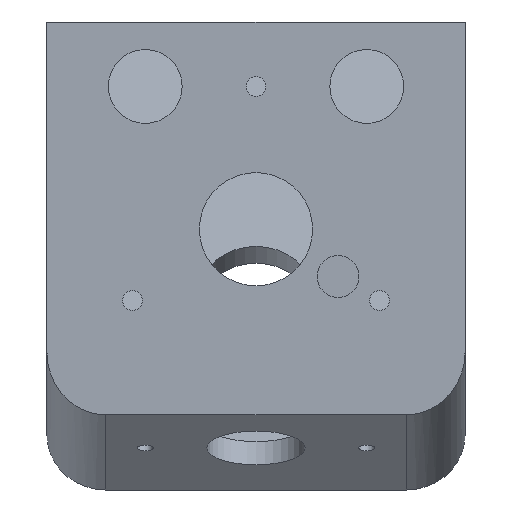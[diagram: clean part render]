
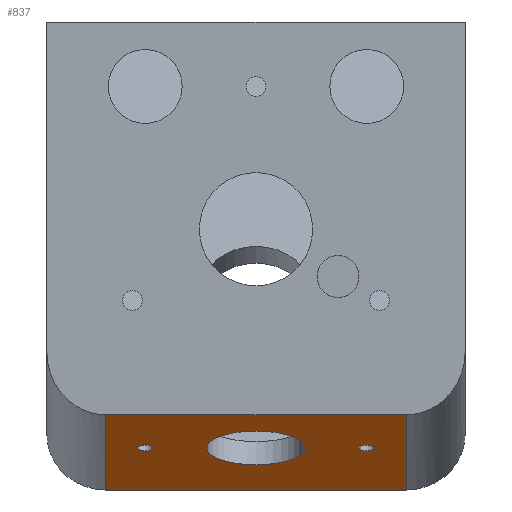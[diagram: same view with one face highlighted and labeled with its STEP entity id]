
A CAD part, front view. The second image highlights one B-rep face of the part: STEP entity #837.
In plain terms, the highlighted planar face has unit normal (0, -0.342, -0.94).
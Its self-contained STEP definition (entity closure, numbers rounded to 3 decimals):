
#32 = PLANE('',#33);
#33 = AXIS2_PLACEMENT_3D('',#34,#35,#36);
#34 = CARTESIAN_POINT('',(-42.353,198.213,
    49.996));
#35 = DIRECTION('',(0.,0.94,-0.342)
  );
#36 = DIRECTION('',(0.,-0.342,-0.94)
  );
#113 = VERTEX_POINT('',#114);
#114 = CARTESIAN_POINT('',(30.647,172.562,
    -20.481));
#129 = CYLINDRICAL_SURFACE('',#130,12.);
#130 = AXIS2_PLACEMENT_3D('',#131,#132,#133);
#131 = CARTESIAN_POINT('',(30.647,176.666,
    -9.204));
#132 = DIRECTION('',(0.,-0.94,0.342)
  );
#133 = DIRECTION('',(1.,0.,0.));
#141 = EDGE_CURVE('',#142,#113,#144,.T.);
#142 = VERTEX_POINT('',#143);
#143 = CARTESIAN_POINT('',(-30.353,172.562,
    -20.481));
#144 = SURFACE_CURVE('',#145,(#149,#156),.PCURVE_S1.);
#145 = LINE('',#146,#147);
#146 = CARTESIAN_POINT('',(-42.353,172.562,
    -20.481));
#147 = VECTOR('',#148,1.);
#148 = DIRECTION('',(1.,0.,0.));
#149 = PCURVE('',#32,#150);
#150 = DEFINITIONAL_REPRESENTATION('',(#151),#155);
#151 = LINE('',#152,#153);
#152 = CARTESIAN_POINT('',(75.,0.));
#153 = VECTOR('',#154,1.);
#154 = DIRECTION('',(0.,-1.));
#155 = ( GEOMETRIC_REPRESENTATION_CONTEXT(2) 
PARAMETRIC_REPRESENTATION_CONTEXT() REPRESENTATION_CONTEXT('2D SPACE',''
  ) );
#156 = PCURVE('',#157,#162);
#157 = PLANE('',#158);
#158 = AXIS2_PLACEMENT_3D('',#159,#160,#161);
#159 = CARTESIAN_POINT('',(-42.353,172.562,
    -20.481));
#160 = DIRECTION('',(0.,-0.342,-0.94)
  );
#161 = DIRECTION('',(0.,-0.94,0.342)
  );
#162 = DEFINITIONAL_REPRESENTATION('',(#163),#167);
#163 = LINE('',#164,#165);
#164 = CARTESIAN_POINT('',(0.,0.));
#165 = VECTOR('',#166,1.);
#166 = DIRECTION('',(0.,-1.));
#167 = ( GEOMETRIC_REPRESENTATION_CONTEXT(2) 
PARAMETRIC_REPRESENTATION_CONTEXT() REPRESENTATION_CONTEXT('2D SPACE',''
  ) );
#188 = CYLINDRICAL_SURFACE('',#189,12.);
#189 = AXIS2_PLACEMENT_3D('',#190,#191,#192);
#190 = CARTESIAN_POINT('',(-30.353,176.666,
    -9.204));
#191 = DIRECTION('',(0.,-0.94,0.342)
  );
#192 = DIRECTION('',(-1.,0.,0.));
#398 = PLANE('',#399);
#399 = AXIS2_PLACEMENT_3D('',#400,#401,#402);
#400 = CARTESIAN_POINT('',(-42.353,130.555,
    -5.192));
#401 = DIRECTION('',(0.,-1.,0.));
#402 = DIRECTION('',(0.,0.,1.));
#643 = EDGE_CURVE('',#142,#644,#646,.T.);
#644 = VERTEX_POINT('',#645);
#645 = CARTESIAN_POINT('',(-30.353,130.555,
    -5.192));
#646 = SURFACE_CURVE('',#647,(#651,#658),.PCURVE_S1.);
#647 = LINE('',#648,#649);
#648 = CARTESIAN_POINT('',(-30.353,172.562,
    -20.481));
#649 = VECTOR('',#650,1.);
#650 = DIRECTION('',(0.,-0.94,0.342)
  );
#651 = PCURVE('',#188,#652);
#652 = DEFINITIONAL_REPRESENTATION('',(#653),#657);
#653 = LINE('',#654,#655);
#654 = CARTESIAN_POINT('',(1.571,0.));
#655 = VECTOR('',#656,1.);
#656 = DIRECTION('',(0.,1.));
#657 = ( GEOMETRIC_REPRESENTATION_CONTEXT(2) 
PARAMETRIC_REPRESENTATION_CONTEXT() REPRESENTATION_CONTEXT('2D SPACE',''
  ) );
#658 = PCURVE('',#157,#659);
#659 = DEFINITIONAL_REPRESENTATION('',(#660),#664);
#660 = LINE('',#661,#662);
#661 = CARTESIAN_POINT('',(0.,-12.));
#662 = VECTOR('',#663,1.);
#663 = DIRECTION('',(1.,0.));
#664 = ( GEOMETRIC_REPRESENTATION_CONTEXT(2) 
PARAMETRIC_REPRESENTATION_CONTEXT() REPRESENTATION_CONTEXT('2D SPACE',''
  ) );
#837 = ADVANCED_FACE('',(#838,#886,#917,#948),#157,.T.);
#838 = FACE_BOUND('',#839,.T.);
#839 = EDGE_LOOP('',(#840,#841,#864,#885));
#840 = ORIENTED_EDGE('',*,*,#141,.T.);
#841 = ORIENTED_EDGE('',*,*,#842,.T.);
#842 = EDGE_CURVE('',#113,#843,#845,.T.);
#843 = VERTEX_POINT('',#844);
#844 = CARTESIAN_POINT('',(30.647,130.555,
    -5.192));
#845 = SURFACE_CURVE('',#846,(#850,#857),.PCURVE_S1.);
#846 = LINE('',#847,#848);
#847 = CARTESIAN_POINT('',(30.647,172.562,
    -20.481));
#848 = VECTOR('',#849,1.);
#849 = DIRECTION('',(0.,-0.94,0.342)
  );
#850 = PCURVE('',#157,#851);
#851 = DEFINITIONAL_REPRESENTATION('',(#852),#856);
#852 = LINE('',#853,#854);
#853 = CARTESIAN_POINT('',(0.,-73.));
#854 = VECTOR('',#855,1.);
#855 = DIRECTION('',(1.,0.));
#856 = ( GEOMETRIC_REPRESENTATION_CONTEXT(2) 
PARAMETRIC_REPRESENTATION_CONTEXT() REPRESENTATION_CONTEXT('2D SPACE',''
  ) );
#857 = PCURVE('',#129,#858);
#858 = DEFINITIONAL_REPRESENTATION('',(#859),#863);
#859 = LINE('',#860,#861);
#860 = CARTESIAN_POINT('',(-1.571,0.));
#861 = VECTOR('',#862,1.);
#862 = DIRECTION('',(-0.,1.));
#863 = ( GEOMETRIC_REPRESENTATION_CONTEXT(2) 
PARAMETRIC_REPRESENTATION_CONTEXT() REPRESENTATION_CONTEXT('2D SPACE',''
  ) );
#864 = ORIENTED_EDGE('',*,*,#865,.F.);
#865 = EDGE_CURVE('',#644,#843,#866,.T.);
#866 = SURFACE_CURVE('',#867,(#871,#878),.PCURVE_S1.);
#867 = LINE('',#868,#869);
#868 = CARTESIAN_POINT('',(-42.353,130.555,
    -5.192));
#869 = VECTOR('',#870,1.);
#870 = DIRECTION('',(1.,0.,0.));
#871 = PCURVE('',#157,#872);
#872 = DEFINITIONAL_REPRESENTATION('',(#873),#877);
#873 = LINE('',#874,#875);
#874 = CARTESIAN_POINT('',(44.702,0.));
#875 = VECTOR('',#876,1.);
#876 = DIRECTION('',(0.,-1.));
#877 = ( GEOMETRIC_REPRESENTATION_CONTEXT(2) 
PARAMETRIC_REPRESENTATION_CONTEXT() REPRESENTATION_CONTEXT('2D SPACE',''
  ) );
#878 = PCURVE('',#398,#879);
#879 = DEFINITIONAL_REPRESENTATION('',(#880),#884);
#880 = LINE('',#881,#882);
#881 = CARTESIAN_POINT('',(0.,0.));
#882 = VECTOR('',#883,1.);
#883 = DIRECTION('',(-0.,-1.));
#884 = ( GEOMETRIC_REPRESENTATION_CONTEXT(2) 
PARAMETRIC_REPRESENTATION_CONTEXT() REPRESENTATION_CONTEXT('2D SPACE',''
  ) );
#885 = ORIENTED_EDGE('',*,*,#643,.F.);
#886 = FACE_BOUND('',#887,.T.);
#887 = EDGE_LOOP('',(#888));
#888 = ORIENTED_EDGE('',*,*,#889,.F.);
#889 = EDGE_CURVE('',#890,#890,#892,.T.);
#890 = VERTEX_POINT('',#891);
#891 = CARTESIAN_POINT('',(22.647,150.62,
    -12.494));
#892 = SURFACE_CURVE('',#893,(#898,#905),.PCURVE_S1.);
#893 = CIRCLE('',#894,1.65);
#894 = AXIS2_PLACEMENT_3D('',#895,#896,#897);
#895 = CARTESIAN_POINT('',(22.647,149.069,
    -11.93));
#896 = DIRECTION('',(0.,-0.342,-0.94)
  );
#897 = DIRECTION('',(0.,0.94,-0.342)
  );
#898 = PCURVE('',#157,#899);
#899 = DEFINITIONAL_REPRESENTATION('',(#900),#904);
#900 = CIRCLE('',#901,1.65);
#901 = AXIS2_PLACEMENT_2D('',#902,#903);
#902 = CARTESIAN_POINT('',(25.,-65.));
#903 = DIRECTION('',(-1.,0.));
#904 = ( GEOMETRIC_REPRESENTATION_CONTEXT(2) 
PARAMETRIC_REPRESENTATION_CONTEXT() REPRESENTATION_CONTEXT('2D SPACE',''
  ) );
#905 = PCURVE('',#906,#911);
#906 = CYLINDRICAL_SURFACE('',#907,1.65);
#907 = AXIS2_PLACEMENT_3D('',#908,#909,#910);
#908 = CARTESIAN_POINT('',(22.647,149.069,
    -11.93));
#909 = DIRECTION('',(0.,-0.342,-0.94)
  );
#910 = DIRECTION('',(0.,0.94,-0.342)
  );
#911 = DEFINITIONAL_REPRESENTATION('',(#912),#916);
#912 = LINE('',#913,#914);
#913 = CARTESIAN_POINT('',(0.,0.));
#914 = VECTOR('',#915,1.);
#915 = DIRECTION('',(1.,0.));
#916 = ( GEOMETRIC_REPRESENTATION_CONTEXT(2) 
PARAMETRIC_REPRESENTATION_CONTEXT() REPRESENTATION_CONTEXT('2D SPACE',''
  ) );
#917 = FACE_BOUND('',#918,.T.);
#918 = EDGE_LOOP('',(#919));
#919 = ORIENTED_EDGE('',*,*,#920,.F.);
#920 = EDGE_CURVE('',#921,#921,#923,.T.);
#921 = VERTEX_POINT('',#922);
#922 = CARTESIAN_POINT('',(0.147,158.466,
    -15.35));
#923 = SURFACE_CURVE('',#924,(#929,#936),.PCURVE_S1.);
#924 = CIRCLE('',#925,10.);
#925 = AXIS2_PLACEMENT_3D('',#926,#927,#928);
#926 = CARTESIAN_POINT('',(0.147,149.069,
    -11.93));
#927 = DIRECTION('',(0.,-0.342,-0.94)
  );
#928 = DIRECTION('',(0.,0.94,-0.342)
  );
#929 = PCURVE('',#157,#930);
#930 = DEFINITIONAL_REPRESENTATION('',(#931),#935);
#931 = CIRCLE('',#932,10.);
#932 = AXIS2_PLACEMENT_2D('',#933,#934);
#933 = CARTESIAN_POINT('',(25.,-42.5));
#934 = DIRECTION('',(-1.,0.));
#935 = ( GEOMETRIC_REPRESENTATION_CONTEXT(2) 
PARAMETRIC_REPRESENTATION_CONTEXT() REPRESENTATION_CONTEXT('2D SPACE',''
  ) );
#936 = PCURVE('',#937,#942);
#937 = CYLINDRICAL_SURFACE('',#938,10.);
#938 = AXIS2_PLACEMENT_3D('',#939,#940,#941);
#939 = CARTESIAN_POINT('',(0.147,149.069,
    -11.93));
#940 = DIRECTION('',(0.,-0.342,-0.94)
  );
#941 = DIRECTION('',(0.,0.94,-0.342)
  );
#942 = DEFINITIONAL_REPRESENTATION('',(#943),#947);
#943 = LINE('',#944,#945);
#944 = CARTESIAN_POINT('',(0.,0.));
#945 = VECTOR('',#946,1.);
#946 = DIRECTION('',(1.,0.));
#947 = ( GEOMETRIC_REPRESENTATION_CONTEXT(2) 
PARAMETRIC_REPRESENTATION_CONTEXT() REPRESENTATION_CONTEXT('2D SPACE',''
  ) );
#948 = FACE_BOUND('',#949,.T.);
#949 = EDGE_LOOP('',(#950));
#950 = ORIENTED_EDGE('',*,*,#951,.F.);
#951 = EDGE_CURVE('',#952,#952,#954,.T.);
#952 = VERTEX_POINT('',#953);
#953 = CARTESIAN_POINT('',(-22.353,150.62,
    -12.494));
#954 = SURFACE_CURVE('',#955,(#960,#967),.PCURVE_S1.);
#955 = CIRCLE('',#956,1.65);
#956 = AXIS2_PLACEMENT_3D('',#957,#958,#959);
#957 = CARTESIAN_POINT('',(-22.353,149.069,
    -11.93));
#958 = DIRECTION('',(0.,-0.342,-0.94)
  );
#959 = DIRECTION('',(0.,0.94,-0.342)
  );
#960 = PCURVE('',#157,#961);
#961 = DEFINITIONAL_REPRESENTATION('',(#962),#966);
#962 = CIRCLE('',#963,1.65);
#963 = AXIS2_PLACEMENT_2D('',#964,#965);
#964 = CARTESIAN_POINT('',(25.,-20.));
#965 = DIRECTION('',(-1.,0.));
#966 = ( GEOMETRIC_REPRESENTATION_CONTEXT(2) 
PARAMETRIC_REPRESENTATION_CONTEXT() REPRESENTATION_CONTEXT('2D SPACE',''
  ) );
#967 = PCURVE('',#968,#973);
#968 = CYLINDRICAL_SURFACE('',#969,1.65);
#969 = AXIS2_PLACEMENT_3D('',#970,#971,#972);
#970 = CARTESIAN_POINT('',(-22.353,149.069,
    -11.93));
#971 = DIRECTION('',(0.,-0.342,-0.94)
  );
#972 = DIRECTION('',(0.,0.94,-0.342)
  );
#973 = DEFINITIONAL_REPRESENTATION('',(#974),#978);
#974 = LINE('',#975,#976);
#975 = CARTESIAN_POINT('',(0.,0.));
#976 = VECTOR('',#977,1.);
#977 = DIRECTION('',(1.,0.));
#978 = ( GEOMETRIC_REPRESENTATION_CONTEXT(2) 
PARAMETRIC_REPRESENTATION_CONTEXT() REPRESENTATION_CONTEXT('2D SPACE',''
  ) );
